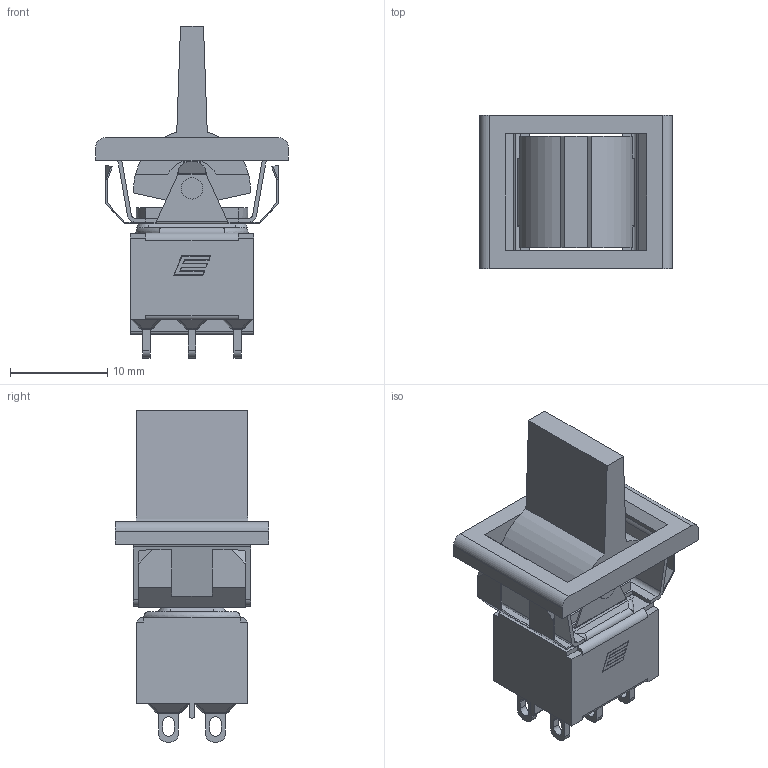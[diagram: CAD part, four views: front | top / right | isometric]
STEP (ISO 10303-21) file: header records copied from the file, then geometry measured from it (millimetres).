
FILE_DESCRIPTION((' '),'2;1');
FILE_NAME('300DPxR7xxxM1xExxx.stp','2017-07-21T14:53:36',(' '),(' '),' ','ACIS',' ');
FILE_SCHEMA(('CONFIG_CONTROL_DESIGN'));
Length unit declared in the file: inch
Products named in the file (1): 300DPxR7xxxM1xExxx.stp
Bounding box: 19.85 x 15.8 x 34.15 mm (x, y, z)
Volume: 2028.7 mm3; surface area: 4336.4 mm2
Topology: 1 solids, 2 shells, 712 faces, 1815 edges, 1132 vertices
Faces by surface type: plane 501, cylinder 115, bspline 66, sphere 24, cone 4, torus 2
Full cylindrical faces by diameter (mm): 2.2 x4, 3.2 x1, 5.2 x1
Entity records: 21671 total; most frequent: CARTESIAN_POINT 4619, ORIENTED_EDGE 3622, DIRECTION 3265, EDGE_CURVE 1811, VECTOR 1379, LINE 1379, VERTEX_POINT 1132, AXIS2_PLACEMENT_3D 943
